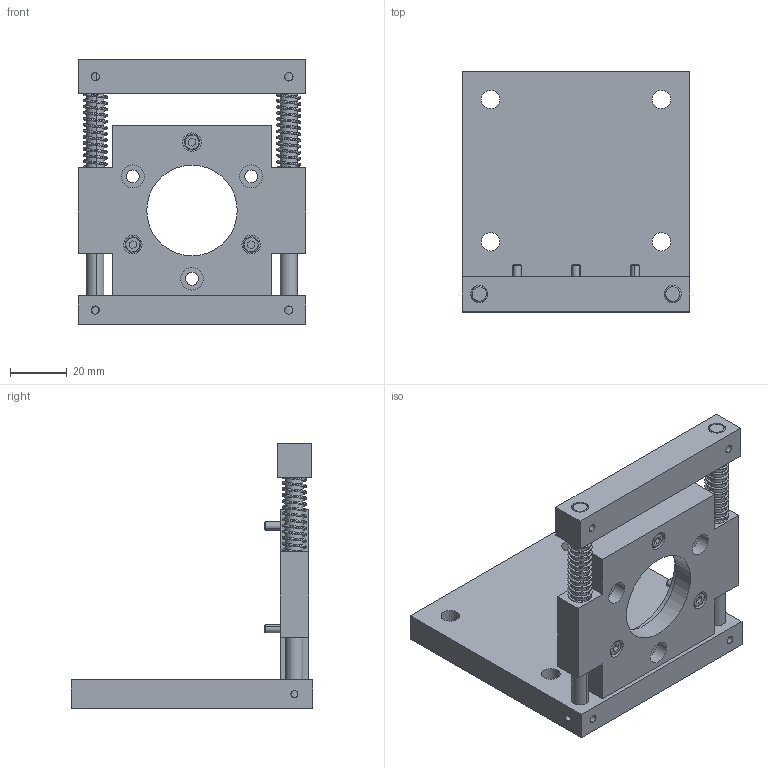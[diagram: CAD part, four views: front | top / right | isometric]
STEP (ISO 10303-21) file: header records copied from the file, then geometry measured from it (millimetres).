
FILE_DESCRIPTION (( 'STEP AP203' ), '1' );
FILE_NAME ('M081_M9212.STEP', '2018-07-23T10:04:22', ( '' ), ( '' ), 'SwSTEP 2.0', 'SolidWorks 2016', '' );
FILE_SCHEMA (( 'CONFIG_CONTROL_DESIGN' ));
Length unit declared in the file: millimetre
Products named in the file (1): M081_M9212
Bounding box: 80 x 85 x 93 mm (x, y, z)
Volume: 110334.3 mm3; surface area: 40867.5 mm2
Topology: 10 solids, 10 shells, 189 faces, 444 edges, 284 vertices
Faces by surface type: cylinder 88, plane 75, cone 14, torus 8, bspline 4
Entity records: 18633 total; most frequent: CARTESIAN_POINT 14044, DIRECTION 960, ORIENTED_EDGE 888, EDGE_CURVE 444, AXIS2_PLACEMENT_3D 368, VERTEX_POINT 284, EDGE_LOOP 252, LINE 224
